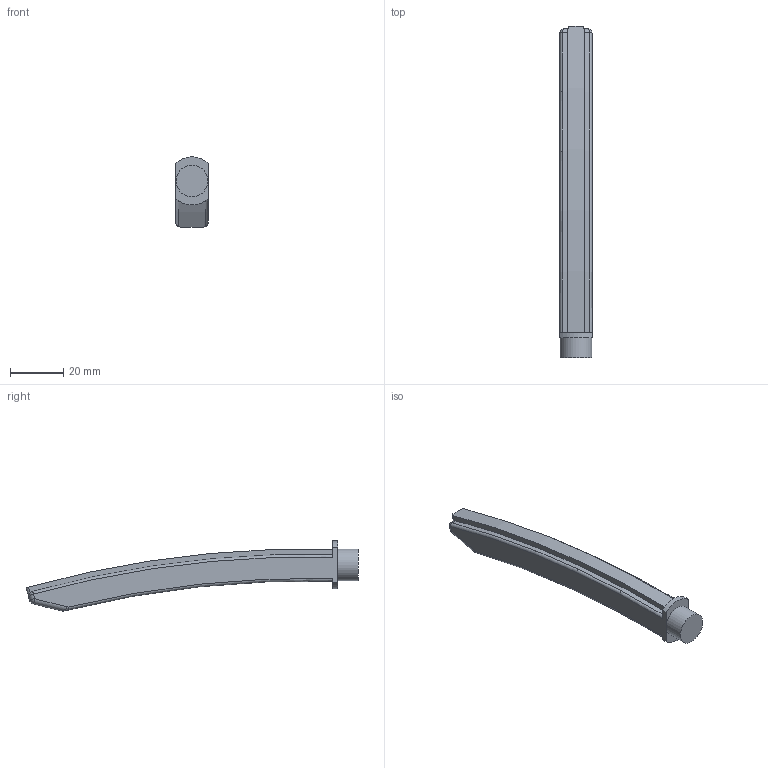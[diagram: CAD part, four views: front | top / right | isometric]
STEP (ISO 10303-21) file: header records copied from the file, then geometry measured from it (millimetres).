
FILE_DESCRIPTION(/* description */ (''),/* implementation_level */ '2;1');
FILE_NAME(/* name */ 'Alt_track.step',/* time_stamp */ '2020-09-09T10:20:39-04:00',/* author */ (''),/* organization */ (''),/* preprocessor_version */ 'ST-DEVELOPER v18.1',/* originating_system */ 'Autodesk Translation Framework v9.3.0.1241',/* authorisation */ '');
FILE_SCHEMA (('AUTOMOTIVE_DESIGN { 1 0 10303 214 3 1 1 }'));
Length unit declared in the file: millimetre
Products named in the file (1): FusionComponent
Bounding box: 12 x 124.18 x 26.2 mm (x, y, z)
Volume: 15779 mm3; surface area: 5924.5 mm2
Topology: 1 solids, 1 shells, 41 faces, 105 edges, 63 vertices
Faces by surface type: cylinder 17, plane 8, bspline 8, torus 4, sphere 2, cone 2
Full cylindrical faces by diameter (mm): 11.8 x1
Entity records: 1466 total; most frequent: CARTESIAN_POINT 505, ORIENTED_EDGE 202, DIRECTION 188, EDGE_CURVE 101, AXIS2_PLACEMENT_3D 80, VERTEX_POINT 63, EDGE_LOOP 42, FACE_OUTER_BOUND 41
